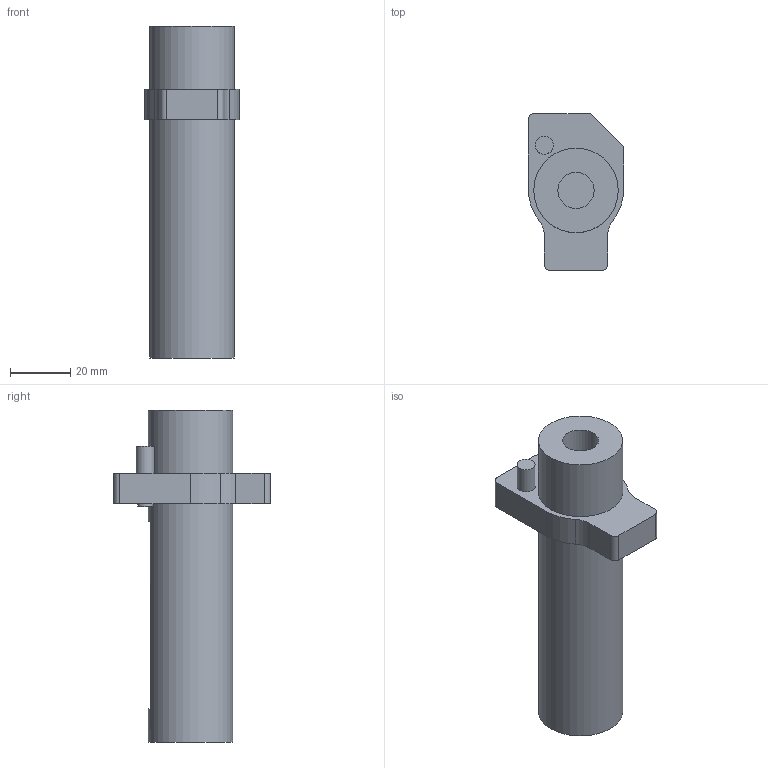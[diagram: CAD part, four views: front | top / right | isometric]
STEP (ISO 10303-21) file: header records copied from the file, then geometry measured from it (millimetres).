
FILE_DESCRIPTION(/* description */ (''),/* implementation_level */ '2;1');
FILE_NAME(/* name */ '10001061608nxv000_00_214.stp',/* time_stamp */ '2022-06-13T13:29:26+02:00',/* author */ (''),/* organization */ (''),/* preprocessor_version */ 'ST-DEVELOPER v16.7',/* originating_system */ 'SIEMENS PLM Software NX 12.0',/* authorisation */ '');
FILE_SCHEMA (('AUTOMOTIVE_DESIGN { 1 0 10303 214 3 1 1 1 }'));
Length unit declared in the file: millimetre
Products named in the file (1): 10001061608nxv000_00
Bounding box: 31.5 x 52 x 110 mm (x, y, z)
Volume: 71432.1 mm3; surface area: 14606.1 mm2
Topology: 1 solids, 1 shells, 31 faces, 74 edges, 50 vertices
Faces by surface type: plane 16, cylinder 14, sphere 1
Full cylindrical faces by diameter (mm): 5 x1, 6 x1, 12 x1, 28 x2
Entity records: 872 total; most frequent: DIRECTION 158, CARTESIAN_POINT 142, ORIENTED_EDGE 128, EDGE_CURVE 64, AXIS2_PLACEMENT_3D 62, VERTEX_POINT 46, EDGE_LOOP 42, LINE 34
